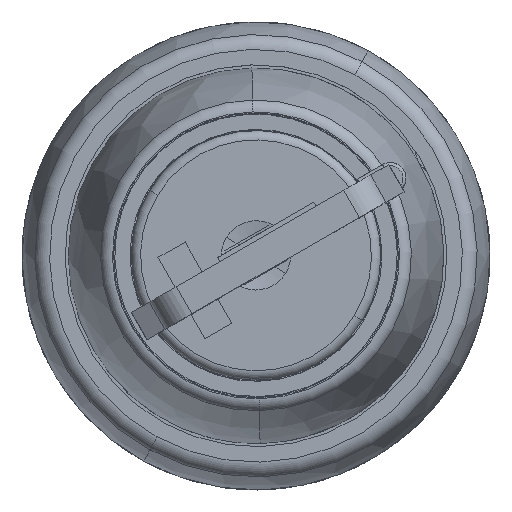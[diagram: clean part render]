
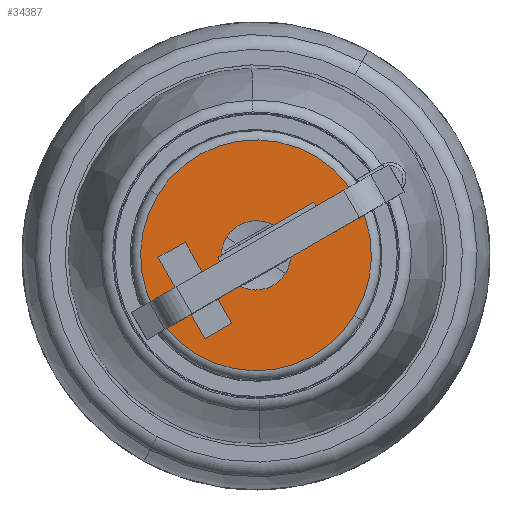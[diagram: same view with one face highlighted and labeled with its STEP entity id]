
A CAD part, top view. The second image highlights one B-rep face of the part: STEP entity #34387.
In plain terms, the highlighted planar face has unit normal (0, 0, 1).
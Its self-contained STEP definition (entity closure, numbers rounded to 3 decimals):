
#33889=AXIS2_PLACEMENT_3D('Circle Axis2P3D',#33887,#33888,$) ;
#33915=AXIS2_PLACEMENT_3D('Circle Axis2P3D',#33913,#33914,$) ;
#34229=AXIS2_PLACEMENT_3D('Circle Axis2P3D',#34227,#34228,$) ;
#34254=AXIS2_PLACEMENT_3D('Circle Axis2P3D',#34252,#34253,$) ;
#34272=AXIS2_PLACEMENT_3D('Circle Axis2P3D',#34270,#34271,$) ;
#34289=AXIS2_PLACEMENT_3D('Circle Axis2P3D',#34287,#34288,$) ;
#34314=AXIS2_PLACEMENT_3D('Circle Axis2P3D',#34312,#34313,$) ;
#34333=AXIS2_PLACEMENT_3D('Plane Axis2P3D',#34330,#34331,#34332) ;
#33884=CARTESIAN_POINT('Vertex',(-3.536,6.473,16.2)) ;
#33887=CARTESIAN_POINT('Axis2P3D Location',(0.,0.,16.2)) ;
#33891=CARTESIAN_POINT('Vertex',(3.536,-6.473,16.2)) ;
#33913=CARTESIAN_POINT('Axis2P3D Location',(0.,0.,16.2)) ;
#33992=CARTESIAN_POINT('Vertex',(4.9,-1.1,16.2)) ;
#33995=CARTESIAN_POINT('Line Origine',(4.9,0.,16.2)) ;
#33999=CARTESIAN_POINT('Vertex',(4.9,1.1,16.2)) ;
#34026=CARTESIAN_POINT('Line Origine',(-2.2,-0.674,16.2)) ;
#34030=CARTESIAN_POINT('Vertex',(-2.2,-1.1,16.2)) ;
#34032=CARTESIAN_POINT('Vertex',(-2.2,-0.247,16.2)) ;
#34044=CARTESIAN_POINT('Vertex',(-2.2,1.1,16.2)) ;
#34047=CARTESIAN_POINT('Line Origine',(-2.2,0.674,16.2)) ;
#34051=CARTESIAN_POINT('Vertex',(-2.2,0.247,16.2)) ;
#34083=CARTESIAN_POINT('Line Origine',(-2.061,1.1,16.2)) ;
#34087=CARTESIAN_POINT('Vertex',(-1.921,1.1,16.2)) ;
#34090=CARTESIAN_POINT('Line Origine',(3.411,1.1,16.2)) ;
#34094=CARTESIAN_POINT('Vertex',(1.921,1.1,16.2)) ;
#34155=CARTESIAN_POINT('Line Origine',(3.411,-1.1,16.2)) ;
#34159=CARTESIAN_POINT('Vertex',(1.921,-1.1,16.2)) ;
#34162=CARTESIAN_POINT('Line Origine',(-2.061,-1.1,16.2)) ;
#34166=CARTESIAN_POINT('Vertex',(-1.921,-1.1,16.2)) ;
#34227=CARTESIAN_POINT('Axis2P3D Location',(0.,0.,16.2)) ;
#34231=CARTESIAN_POINT('Vertex',(-1.061,1.943,16.2)) ;
#34252=CARTESIAN_POINT('Axis2P3D Location',(0.,0.,16.2)) ;
#34270=CARTESIAN_POINT('Axis2P3D Location',(0.,0.,16.2)) ;
#34287=CARTESIAN_POINT('Axis2P3D Location',(0.,0.,16.2)) ;
#34291=CARTESIAN_POINT('Vertex',(1.061,-1.943,16.2)) ;
#34312=CARTESIAN_POINT('Axis2P3D Location',(0.,0.,16.2)) ;
#34330=CARTESIAN_POINT('Axis2P3D Location',(0.,-7.376,16.2)) ;
#34339=CARTESIAN_POINT('Line Origine',(-4.5,-3.,16.2)) ;
#34343=CARTESIAN_POINT('Vertex',(-3.5,-3.,16.2)) ;
#34345=CARTESIAN_POINT('Vertex',(-5.5,-3.,16.2)) ;
#34348=CARTESIAN_POINT('Line Origine',(-5.5,0.,16.2)) ;
#34352=CARTESIAN_POINT('Vertex',(-5.5,3.,16.2)) ;
#34355=CARTESIAN_POINT('Line Origine',(-4.5,3.,16.2)) ;
#34359=CARTESIAN_POINT('Vertex',(-3.5,3.,16.2)) ;
#34362=CARTESIAN_POINT('Line Origine',(-3.5,0.,16.2)) ;
#33888=DIRECTION('Axis2P3D Direction',(0.,0.,1.)) ;
#33914=DIRECTION('Axis2P3D Direction',(0.,0.,1.)) ;
#33996=DIRECTION('Vector Direction',(0.,-1.,0.)) ;
#34027=DIRECTION('Vector Direction',(0.,1.,0.)) ;
#34048=DIRECTION('Vector Direction',(0.,1.,0.)) ;
#34084=DIRECTION('Vector Direction',(1.,0.,0.)) ;
#34091=DIRECTION('Vector Direction',(1.,0.,0.)) ;
#34156=DIRECTION('Vector Direction',(-1.,0.,0.)) ;
#34163=DIRECTION('Vector Direction',(-1.,0.,0.)) ;
#34228=DIRECTION('Axis2P3D Direction',(0.,0.,1.)) ;
#34253=DIRECTION('Axis2P3D Direction',(0.,0.,1.)) ;
#34271=DIRECTION('Axis2P3D Direction',(0.,0.,1.)) ;
#34288=DIRECTION('Axis2P3D Direction',(0.,0.,1.)) ;
#34313=DIRECTION('Axis2P3D Direction',(0.,0.,1.)) ;
#34331=DIRECTION('Axis2P3D Direction',(0.,0.,1.)) ;
#34332=DIRECTION('Axis2P3D XDirection',(1.,0.,0.)) ;
#34340=DIRECTION('Vector Direction',(-1.,0.,0.)) ;
#34349=DIRECTION('Vector Direction',(0.,1.,0.)) ;
#34356=DIRECTION('Vector Direction',(1.,0.,0.)) ;
#34363=DIRECTION('Vector Direction',(0.,-1.,0.)) ;
#33997=VECTOR('Line Direction',#33996,1.) ;
#34028=VECTOR('Line Direction',#34027,1.) ;
#34049=VECTOR('Line Direction',#34048,1.) ;
#34085=VECTOR('Line Direction',#34084,1.) ;
#34092=VECTOR('Line Direction',#34091,1.) ;
#34157=VECTOR('Line Direction',#34156,1.) ;
#34164=VECTOR('Line Direction',#34163,1.) ;
#34341=VECTOR('Line Direction',#34340,1.) ;
#34350=VECTOR('Line Direction',#34349,1.) ;
#34357=VECTOR('Line Direction',#34356,1.) ;
#34364=VECTOR('Line Direction',#34363,1.) ;
#34336=ORIENTED_EDGE('',*,*,#33917,.T.) ;
#34337=ORIENTED_EDGE('',*,*,#33893,.T.) ;
#34368=ORIENTED_EDGE('',*,*,#34347,.T.) ;
#34369=ORIENTED_EDGE('',*,*,#34354,.T.) ;
#34370=ORIENTED_EDGE('',*,*,#34361,.T.) ;
#34371=ORIENTED_EDGE('',*,*,#34366,.T.) ;
#34374=ORIENTED_EDGE('',*,*,#34053,.T.) ;
#34375=ORIENTED_EDGE('',*,*,#34089,.T.) ;
#34376=ORIENTED_EDGE('',*,*,#34233,.F.) ;
#34377=ORIENTED_EDGE('',*,*,#34256,.F.) ;
#34378=ORIENTED_EDGE('',*,*,#34096,.T.) ;
#34379=ORIENTED_EDGE('',*,*,#34001,.T.) ;
#34380=ORIENTED_EDGE('',*,*,#34161,.T.) ;
#34381=ORIENTED_EDGE('',*,*,#34316,.F.) ;
#34382=ORIENTED_EDGE('',*,*,#34293,.F.) ;
#34383=ORIENTED_EDGE('',*,*,#34168,.T.) ;
#34384=ORIENTED_EDGE('',*,*,#34034,.T.) ;
#34385=ORIENTED_EDGE('',*,*,#34274,.F.) ;
#34372=FACE_BOUND('',#34367,.T.) ;
#34386=FACE_BOUND('',#34373,.T.) ;
#34387=ADVANCED_FACE('Corps de pi\X2\00E8\X0\ce.11 ( *SOL2 - wsp *MASTER -  )',(#34338,#34372,#34386),#34334,.T.) ;
#33890=CIRCLE('generated circle',#33889,7.376) ;
#33916=CIRCLE('generated circle',#33915,7.376) ;
#34230=CIRCLE('generated circle',#34229,2.214) ;
#34255=CIRCLE('generated circle',#34254,2.214) ;
#34273=CIRCLE('generated circle',#34272,2.214) ;
#34290=CIRCLE('generated circle',#34289,2.214) ;
#34315=CIRCLE('generated circle',#34314,2.214) ;
#33893=EDGE_CURVE('',#33892,#33885,#33890,.T.) ;
#33917=EDGE_CURVE('',#33885,#33892,#33916,.T.) ;
#34001=EDGE_CURVE('',#34000,#33993,#33998,.T.) ;
#34034=EDGE_CURVE('',#34031,#34033,#34029,.T.) ;
#34053=EDGE_CURVE('',#34052,#34045,#34050,.T.) ;
#34089=EDGE_CURVE('',#34045,#34088,#34086,.T.) ;
#34096=EDGE_CURVE('',#34095,#34000,#34093,.T.) ;
#34161=EDGE_CURVE('',#33993,#34160,#34158,.T.) ;
#34168=EDGE_CURVE('',#34167,#34031,#34165,.T.) ;
#34233=EDGE_CURVE('',#34232,#34088,#34230,.T.) ;
#34256=EDGE_CURVE('',#34095,#34232,#34255,.T.) ;
#34274=EDGE_CURVE('',#34052,#34033,#34273,.T.) ;
#34293=EDGE_CURVE('',#34167,#34292,#34290,.T.) ;
#34316=EDGE_CURVE('',#34292,#34160,#34315,.T.) ;
#34347=EDGE_CURVE('',#34344,#34346,#34342,.T.) ;
#34354=EDGE_CURVE('',#34346,#34353,#34351,.T.) ;
#34361=EDGE_CURVE('',#34353,#34360,#34358,.T.) ;
#34366=EDGE_CURVE('',#34360,#34344,#34365,.T.) ;
#34335=EDGE_LOOP('',(#34336,#34337)) ;
#34367=EDGE_LOOP('',(#34368,#34369,#34370,#34371)) ;
#34373=EDGE_LOOP('',(#34374,#34375,#34376,#34377,#34378,#34379,#34380,#34381,#34382,#34383,#34384,#34385)) ;
#34338=FACE_OUTER_BOUND('',#34335,.T.) ;
#33998=LINE('Line',#33995,#33997) ;
#34029=LINE('Line',#34026,#34028) ;
#34050=LINE('Line',#34047,#34049) ;
#34086=LINE('Line',#34083,#34085) ;
#34093=LINE('Line',#34090,#34092) ;
#34158=LINE('Line',#34155,#34157) ;
#34165=LINE('Line',#34162,#34164) ;
#34342=LINE('Line',#34339,#34341) ;
#34351=LINE('Line',#34348,#34350) ;
#34358=LINE('Line',#34355,#34357) ;
#34365=LINE('Line',#34362,#34364) ;
#34334=PLANE('Plane',#34333) ;
#33885=VERTEX_POINT('',#33884) ;
#33892=VERTEX_POINT('',#33891) ;
#33993=VERTEX_POINT('',#33992) ;
#34000=VERTEX_POINT('',#33999) ;
#34031=VERTEX_POINT('',#34030) ;
#34033=VERTEX_POINT('',#34032) ;
#34045=VERTEX_POINT('',#34044) ;
#34052=VERTEX_POINT('',#34051) ;
#34088=VERTEX_POINT('',#34087) ;
#34095=VERTEX_POINT('',#34094) ;
#34160=VERTEX_POINT('',#34159) ;
#34167=VERTEX_POINT('',#34166) ;
#34232=VERTEX_POINT('',#34231) ;
#34292=VERTEX_POINT('',#34291) ;
#34344=VERTEX_POINT('',#34343) ;
#34346=VERTEX_POINT('',#34345) ;
#34353=VERTEX_POINT('',#34352) ;
#34360=VERTEX_POINT('',#34359) ;
